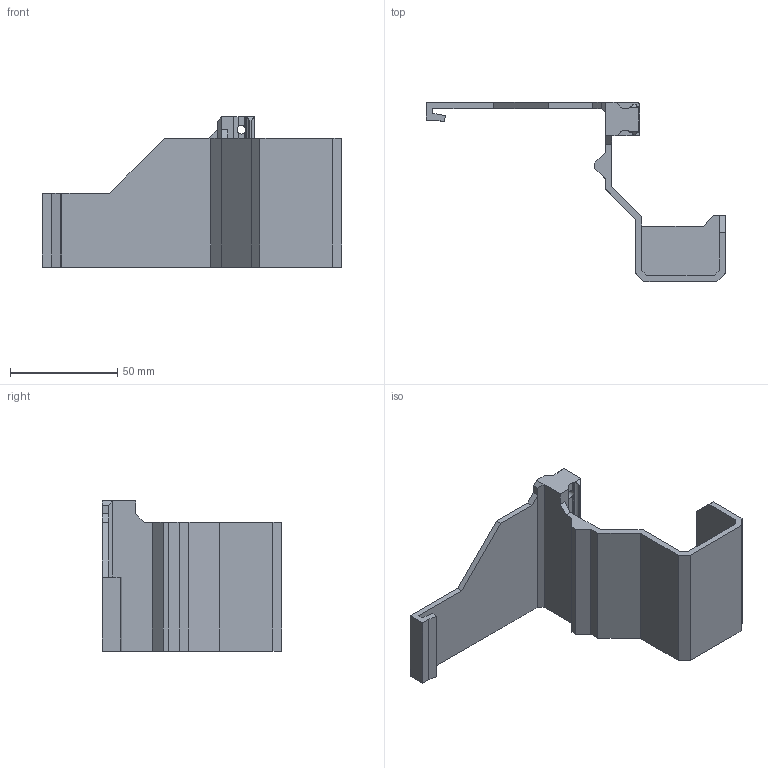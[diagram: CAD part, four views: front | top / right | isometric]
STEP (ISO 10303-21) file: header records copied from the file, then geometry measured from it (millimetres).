
FILE_DESCRIPTION(/* description */ ('Alibre Inc.'),/* implementation_level */ '2;1');
FILE_NAME(/* name */ 'export0',/* time_stamp */ '2017-03-04T14:39:00-06:00',/* author */ (''),/* organization */ (''),/* preprocessor_version */ 'ST-DEVELOPER v14',/* originating_system */ 'Alibre',/* authorisation */ '');
FILE_SCHEMA (('AUTOMOTIVE_DESIGN'));
Length unit declared in the file: centimetre
Bounding box: 139.28 x 83.41 x 70 mm (x, y, z)
Volume: 54821.9 mm3; surface area: 33069.9 mm2
Topology: 1 solids, 1 shells, 80 faces, 237 edges, 157 vertices
Faces by surface type: plane 61, cylinder 19
Full cylindrical faces by diameter (mm): 4 x1
Entity records: 2579 total; most frequent: CARTESIAN_POINT 492, ORIENTED_EDGE 470, DIRECTION 357, EDGE_CURVE 235, VECTOR 185, LINE 185, VERTEX_POINT 156, AXIS2_PLACEMENT_3D 115
